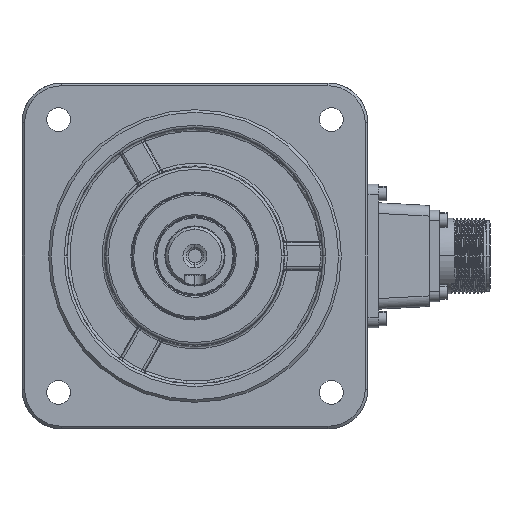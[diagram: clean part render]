
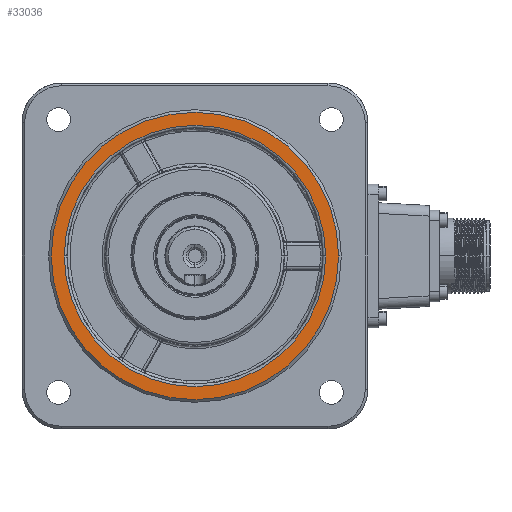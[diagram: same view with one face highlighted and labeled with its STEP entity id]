
A CAD part, left-side view. The second image highlights one B-rep face of the part: STEP entity #33036.
In plain terms, the highlighted planar face has unit normal (-1, 0, 0).
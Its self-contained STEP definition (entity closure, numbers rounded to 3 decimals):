
#87 = DIRECTION ( 'NONE',  ( -1., 0., 0. ) ) ;
#804 = CARTESIAN_POINT ( 'NONE',  ( -61., 49.122, 0. ) ) ;
#1208 = DIRECTION ( 'NONE',  ( -1., 0., 0. ) ) ;
#3729 = CIRCLE ( 'NONE', #25604, 54. ) ;
#4036 = AXIS2_PLACEMENT_3D ( 'NONE', #39065, #38923, #29743 ) ;
#4294 = EDGE_CURVE ( 'NONE', #15643, #37324, #33720, .T. ) ;
#4396 = DIRECTION ( 'NONE',  ( 0., -1., 0. ) ) ;
#5064 = EDGE_CURVE ( 'NONE', #37324, #15643, #3729, .T. ) ;
#6655 = EDGE_CURVE ( 'NONE', #10815, #19665, #20750, .T. ) ;
#7129 = EDGE_LOOP ( 'NONE', ( #26346, #35351 ) ) ;
#9657 = CARTESIAN_POINT ( 'NONE',  ( -61., 0., 0. ) ) ;
#10383 = CARTESIAN_POINT ( 'NONE',  ( -61., 0., 0. ) ) ;
#10815 = VERTEX_POINT ( 'NONE', #27351 ) ;
#13935 = AXIS2_PLACEMENT_3D ( 'NONE', #14641, #29372, #23536 ) ;
#14306 = AXIS2_PLACEMENT_3D ( 'NONE', #9657, #87, #21859 ) ;
#14641 = CARTESIAN_POINT ( 'NONE',  ( -61., 0., 0. ) ) ;
#15643 = VERTEX_POINT ( 'NONE', #26488 ) ;
#17431 = DIRECTION ( 'NONE',  ( 0., -1., 0. ) ) ;
#19517 = EDGE_LOOP ( 'NONE', ( #38716, #21231 ) ) ;
#19665 = VERTEX_POINT ( 'NONE', #804 ) ;
#20750 = CIRCLE ( 'NONE', #4036, 49.122 ) ;
#21231 = ORIENTED_EDGE ( 'NONE', *, *, #24659, .T. ) ;
#21859 = DIRECTION ( 'NONE',  ( 0., -1., 0. ) ) ;
#23536 = DIRECTION ( 'NONE',  ( 0., -1., 0. ) ) ;
#23995 = CARTESIAN_POINT ( 'NONE',  ( -61., -54., 0. ) ) ;
#24193 = FACE_OUTER_BOUND ( 'NONE', #7129, .T. ) ;
#24659 = EDGE_CURVE ( 'NONE', #19665, #10815, #36532, .T. ) ;
#25604 = AXIS2_PLACEMENT_3D ( 'NONE', #10383, #1208, #4396 ) ;
#26346 = ORIENTED_EDGE ( 'NONE', *, *, #4294, .T. ) ;
#26488 = CARTESIAN_POINT ( 'NONE',  ( -61., 54., 0. ) ) ;
#27351 = CARTESIAN_POINT ( 'NONE',  ( -61., -49.122, 0. ) ) ;
#29372 = DIRECTION ( 'NONE',  ( -1., 0., 0. ) ) ;
#29743 = DIRECTION ( 'NONE',  ( 0., -1., 0. ) ) ;
#30669 = AXIS2_PLACEMENT_3D ( 'NONE', #32742, #32611, #17431 ) ;
#32611 = DIRECTION ( 'NONE',  ( 1., 0., 0. ) ) ;
#32742 = CARTESIAN_POINT ( 'NONE',  ( -61., 0., 0. ) ) ;
#33036 = ADVANCED_FACE ( 'NONE', ( #24193, #33271 ), #36525, .T. ) ;
#33271 = FACE_BOUND ( 'NONE', #19517, .T. ) ;
#33720 = CIRCLE ( 'NONE', #13935, 54. ) ;
#35351 = ORIENTED_EDGE ( 'NONE', *, *, #5064, .T. ) ;
#36525 = PLANE ( 'NONE',  #14306 ) ;
#36532 = CIRCLE ( 'NONE', #30669, 49.122 ) ;
#37324 = VERTEX_POINT ( 'NONE', #23995 ) ;
#38716 = ORIENTED_EDGE ( 'NONE', *, *, #6655, .T. ) ;
#38923 = DIRECTION ( 'NONE',  ( 1., 0., 0. ) ) ;
#39065 = CARTESIAN_POINT ( 'NONE',  ( -61., 0., 0. ) ) ;
